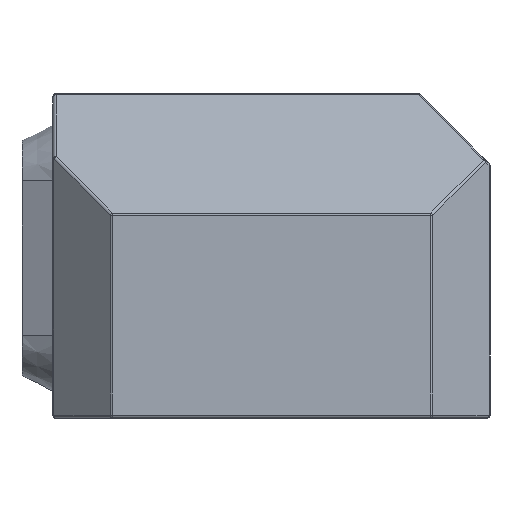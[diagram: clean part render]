
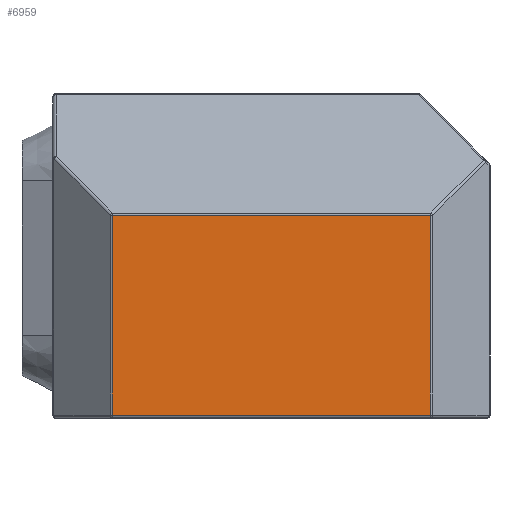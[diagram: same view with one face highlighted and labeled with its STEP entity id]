
A CAD part, left-side view. The second image highlights one B-rep face of the part: STEP entity #6959.
In plain terms, the highlighted planar face has unit normal (-1, 0, 0).
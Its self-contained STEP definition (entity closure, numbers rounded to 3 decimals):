
#1053=FACE_OUTER_BOUND('',#1498,.T.);
#1498=EDGE_LOOP('',(#6354,#6355,#6356,#6357));
#2195=LINE('',#13273,#2710);
#2197=LINE('',#13296,#2712);
#2199=LINE('',#13299,#2714);
#2202=LINE('',#13304,#2717);
#2710=VECTOR('',#9188,10.);
#2712=VECTOR('',#9216,10.);
#2714=VECTOR('',#9220,10.);
#2717=VECTOR('',#9227,10.);
#3345=VERTEX_POINT('',#13250);
#3351=VERTEX_POINT('',#13268);
#3356=VERTEX_POINT('',#13284);
#3359=VERTEX_POINT('',#13291);
#4334=EDGE_CURVE('',#3345,#3351,#2195,.T.);
#4345=EDGE_CURVE('',#3351,#3359,#2197,.T.);
#4347=EDGE_CURVE('',#3359,#3356,#2199,.T.);
#4350=EDGE_CURVE('',#3356,#3345,#2202,.T.);
#6354=ORIENTED_EDGE('',*,*,#4334,.F.);
#6355=ORIENTED_EDGE('',*,*,#4350,.F.);
#6356=ORIENTED_EDGE('',*,*,#4347,.F.);
#6357=ORIENTED_EDGE('',*,*,#4345,.F.);
#6539=PLANE('',#7574);
#6959=ADVANCED_FACE('',(#1053),#6539,.F.);
#7574=AXIS2_PLACEMENT_3D('',#13355,#9302,#9303);
#9188=DIRECTION('',(0.,0.,1.));
#9216=DIRECTION('',(0.,-1.,0.));
#9220=DIRECTION('',(0.,0.,-1.));
#9227=DIRECTION('',(0.,1.,0.));
#9302=DIRECTION('center_axis',(1.,0.,0.));
#9303=DIRECTION('ref_axis',(0.,0.,-1.));
#13250=CARTESIAN_POINT('',(-105.655,31.49,-3.408));
#13268=CARTESIAN_POINT('',(-105.655,31.49,28.879));
#13273=CARTESIAN_POINT('',(-105.655,31.49,0.092));
#13284=CARTESIAN_POINT('',(-105.655,-19.884,-3.408));
#13291=CARTESIAN_POINT('',(-105.655,-19.884,28.879));
#13296=CARTESIAN_POINT('',(-105.655,30.478,28.879));
#13299=CARTESIAN_POINT('',(-105.655,-19.884,0.092));
#13304=CARTESIAN_POINT('',(-105.655,22.253,-3.408));
#13355=CARTESIAN_POINT('Origin',(-105.655,38.703,0.092));
